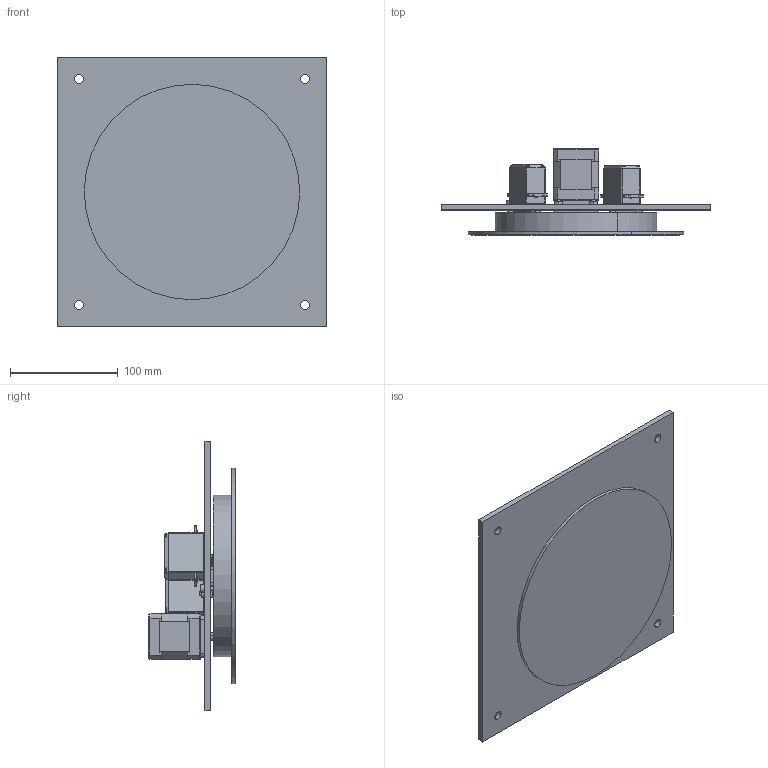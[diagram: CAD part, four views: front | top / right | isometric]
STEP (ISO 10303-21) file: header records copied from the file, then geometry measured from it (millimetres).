
FILE_DESCRIPTION (( 'STEP AP214' ), '1' );
FILE_NAME ('Drehtisch.STEP', '2023-04-27T09:15:25', ( '' ), ( '' ), 'SwSTEP 2.0', 'SolidWorks 2022', '' );
FILE_SCHEMA (( 'AUTOMOTIVE_DESIGN' ));
Length unit declared in the file: millimetre
Products named in the file (26): Cuerpo_Predeterminado; instrument ball bearing_68_am_AFBMA 12.1.4.1 - 0050-11 - 10,SI,NC,10_68; lagerhalterung; socket head cap screw_iso_ISO 4762 M4 x 12 - 12N; spur gear_iso_ISO - Spur gear 0.5M 30T 20PA 15FW ---S30A75H50L6.0N; NEMA 17_Predeterminado; spur gear_din_DIN - Spur gear 2.25M 10T 20PA 12FW ---S10A75H50L5N; Base_Predeterminado; hex nut style 1 gradeab_iso_ISO - 4032 - M4 - W - N; zwischenstuckWelleRitzel; Drehtisch; Standard Servo Assembly; Bodenplatte_neu_DIN - Internal spur gear 2.25M 60T 20PA 12FW ---S60S150OD 1AF; Kugellager; Eje_Predeterminado; pan cross head_am_B18.6.7M - M3 x 0.5 x 5 Type I Cross Recessed PHMS --5N; Zahnstangenhalterung; Tischneu; Servo Output Shaft; rack spur rectangular_bremse_iso_longer_ISO - Rack-spur - rectangular 0.5M 20PA 12FW 5PH 20L---SAll; rotationswelle; rack spur rectangular_iso_ISO - Rack-spur - rectangular 0.5M 20PA 12FW 5PH 20L---SAll; Standard Servo (1501MG); pan head cross recess screw_iso_ISO 7045 - M1.6 x 16 - Z --- 16C; Tapa_Predeterminado; Schrittmotor_Zwischenplatte
Assembly tree (44 placements, depth 3):
  Drehtisch
    Kugellager  x2
    rotationswelle
    spur gear_din_DIN - Spur gear 2.25M 10T 20PA 12FW ---S10A75H50L5N
    Tischneu
    Zahnstangenhalterung  x2
    rack spur rectangular_bremse_iso_longer_ISO - Rack-spur - rectangular 0.5M 20PA 12FW 5PH 20L---SAll
    Schrittmotor_Zwischenplatte
    NEMA 17_Predeterminado
      Base_Predeterminado
      Cuerpo_Predeterminado
      Tapa_Predeterminado
      pan cross head_am_B18.6.7M - M3 x 0.5 x 5 Type I Cross Recessed PHMS --5N  x4
      Eje_Predeterminado
      instrument ball bearing_68_am_AFBMA 12.1.4.1 - 0050-11 - 10,SI,NC,10_68  x2
    zwischenstuckWelleRitzel
    lagerhalterung
    Bodenplatte_neu_DIN - Internal spur gear 2.25M 60T 20PA 12FW ---S60S150OD 1AF
    socket head cap screw_iso_ISO 4762 M4 x 12 - 12N  x6
    hex nut style 1 gradeab_iso_ISO - 4032 - M4 - W - N  x4
    Standard Servo Assembly  x2
      Servo Output Shaft
      Standard Servo (1501MG)
      pan head cross recess screw_iso_ISO 7045 - M1.6 x 16 - Z --- 16C
    spur gear_iso_ISO - Spur gear 0.5M 30T 20PA 15FW ---S30A75H50L6.0N  x2
    rack spur rectangular_iso_ISO - Rack-spur - rectangular 0.5M 20PA 12FW 5PH 20L---SAll
Bounding box: 250 x 80 x 250 mm (x, y, z)
Volume: 623429.7 mm3; surface area: 282536.4 mm2
Topology: 47 solids, 47 shells, 2676 faces, 6979 edges, 4432 vertices
Faces by surface type: cylinder 1326, plane 968, cone 176, torus 142, sphere 40, bspline 24
Entity records: 52814 total; most frequent: CARTESIAN_POINT 9671, DIRECTION 9507, ORIENTED_EDGE 8640, EDGE_CURVE 4320, AXIS2_PLACEMENT_3D 3798, VERTEX_POINT 2814, CIRCLE 2168, VECTOR 1911
